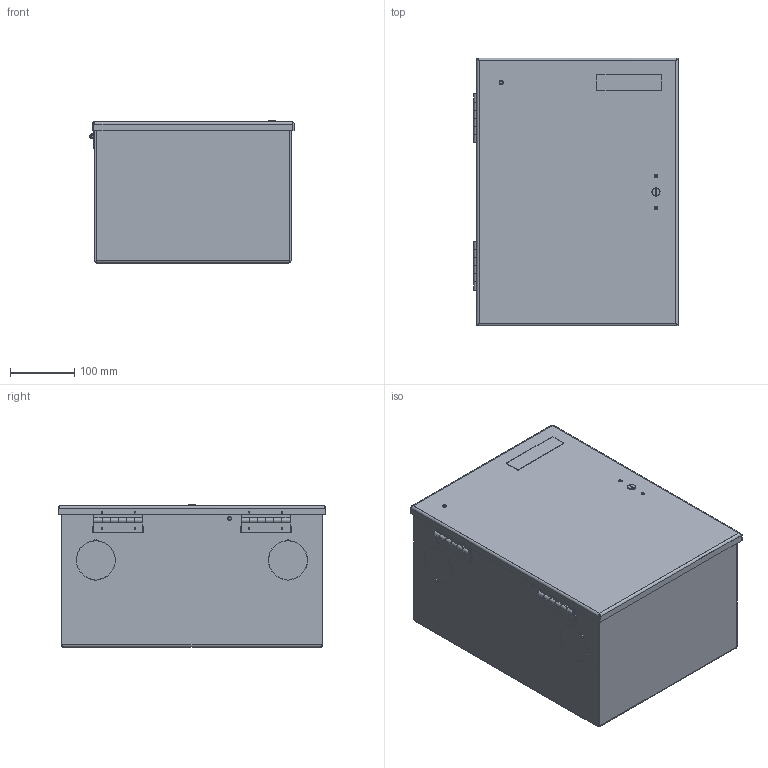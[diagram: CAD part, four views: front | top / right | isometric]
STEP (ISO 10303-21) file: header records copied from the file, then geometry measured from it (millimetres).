
FILE_DESCRIPTION (( 'STEP AP214' ), '1' );
FILE_NAME ('3DCAD-BBS1600-STD.STEP', '2017-07-11T16:27:04', ( 'supervisor' ), ( 'Hewlett-Packard Company' ), 'SwSTEP 2.0', 'SolidWorks 2015', '' );
FILE_SCHEMA (( 'AUTOMOTIVE_DESIGN' ));
Length unit declared in the file: inch
Products named in the file (27): 57_housing_clf; 99-18-08_closed; DiodeBox-hinge-welds; 99-18-08-2; fh-632-6zi; 99-18-08-3_closed; Mcmaster-15665A347-pin; Mcmaster-15665A347-right; Mcmaster-15665A347-left; 90675A029; 99-18-08-1; 98023A029; fh-032-8zi; 90675A195; fh-0420-12zi; 901156; fh-0420-20zi; LABEL-GND; fh-0420-10zi; square_ground_connector; 808760A; Southco-57-10-101-10; 3DCAD-BBS1600-STD; 57_slotted_head_stud_clf; 57 SERRATED SPRING CLF
Assembly tree (54 placements, depth 4):
  3DCAD-BBS1600-STD
    99-18-08_closed
      99-18-08-1
        99-18-08-1
        fh-0420-10zi  x6
        fh-0420-20zi  x2
        fh-0420-12zi
        fh-032-8zi
      99-18-08-3_closed  x2
        Mcmaster-15665A347-left
        Mcmaster-15665A347-right
        Mcmaster-15665A347-pin
      99-18-08-2
        99-18-08-2
        fh-032-8zi
        fh-632-6zi  x2
      DiodeBox-hinge-welds  x8
    Southco-57-10-101-10
      57_housing_clf
      57 SERRATED SPRING CLF
      57_slotted_head_stud_clf
    808760A
    square_ground_connector
    LABEL-GND
    901156
    90675A195
    98023A029  x7
    90675A029  x7
Bounding box: 317.57 x 416.31 x 221.08 mm (x, y, z)
Volume: 1144993.1 mm3; surface area: 1229307 mm2
Topology: 51 solids, 51 shells, 1756 faces, 4228 edges, 2618 vertices
Faces by surface type: cylinder 588, plane 460, cone 432, bspline 276
Entity records: 29127 total; most frequent: CARTESIAN_POINT 9216, ORIENTED_EDGE 3862, DIRECTION 3713, EDGE_CURVE 1931, AXIS2_PLACEMENT_3D 1385, VERTEX_POINT 1208, VECTOR 943, LINE 943
